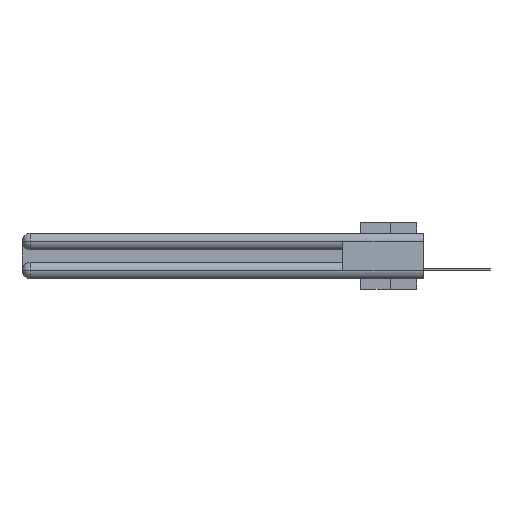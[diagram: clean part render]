
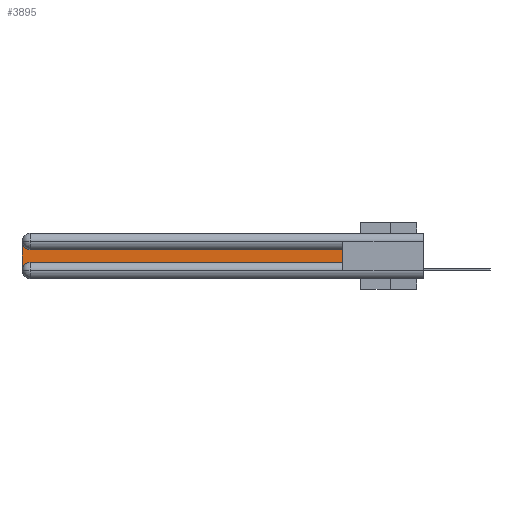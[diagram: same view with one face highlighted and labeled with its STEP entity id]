
A CAD part, left-side view. The second image highlights one B-rep face of the part: STEP entity #3895.
In plain terms, the highlighted planar face has unit normal (-1, 0, 0).
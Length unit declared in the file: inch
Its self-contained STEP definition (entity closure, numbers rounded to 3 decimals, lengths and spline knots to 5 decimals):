
#1077 = VERTEX_POINT ( 'NONE', #4374 ) ;
#2154 = DIRECTION ( 'NONE',  ( 0., 0., -1. ) ) ;
#2856 = VERTEX_POINT ( 'NONE', #4643 ) ;
#2883 = VECTOR ( 'NONE', #20300, 39.37008 ) ;
#3416 = VECTOR ( 'NONE', #26260, 39.37008 ) ;
#3895 = ADVANCED_FACE ( 'NONE', ( #37714 ), #15275, .F. ) ;
#4374 = CARTESIAN_POINT ( 'NONE',  ( 0.075, 2.94, -0.2175 ) ) ;
#4643 = CARTESIAN_POINT ( 'NONE',  ( 0.075, 0.6, -0.1225 ) ) ;
#5048 = DIRECTION ( 'NONE',  ( 0., 0., -1. ) ) ;
#5238 = AXIS2_PLACEMENT_3D ( 'NONE', #27240, #36460, #5048 ) ;
#6984 = CARTESIAN_POINT ( 'NONE',  ( 0.075, 0.6, -0.2175 ) ) ;
#7875 = DIRECTION ( 'NONE',  ( 0., -1., 0. ) ) ;
#9342 = ORIENTED_EDGE ( 'NONE', *, *, #12253, .T. ) ;
#10006 = VERTEX_POINT ( 'NONE', #20556 ) ;
#11174 = ORIENTED_EDGE ( 'NONE', *, *, #17310, .T. ) ;
#11345 = ORIENTED_EDGE ( 'NONE', *, *, #34454, .T. ) ;
#11437 = AXIS2_PLACEMENT_3D ( 'NONE', #14025, #39093, #2154 ) ;
#11520 = LINE ( 'NONE', #30630, #24612 ) ;
#11628 = LINE ( 'NONE', #13386, #3416 ) ;
#12253 = EDGE_CURVE ( 'NONE', #1077, #29112, #23955, .T. ) ;
#13386 = CARTESIAN_POINT ( 'NONE',  ( 0.075, 0.6, -0.2175 ) ) ;
#14025 = CARTESIAN_POINT ( 'NONE',  ( 0.075, 2.94, -0.0625 ) ) ;
#15275 = PLANE ( 'NONE',  #33332 ) ;
#15715 = EDGE_CURVE ( 'NONE', #10006, #39653, #11520, .T. ) ;
#17310 = EDGE_CURVE ( 'NONE', #39653, #1077, #35704, .T. ) ;
#17733 = CARTESIAN_POINT ( 'NONE',  ( 0.075, 3., -0.1225 ) ) ;
#19333 = ORIENTED_EDGE ( 'NONE', *, *, #36387, .T. ) ;
#20300 = DIRECTION ( 'NONE',  ( 0., 1., 0. ) ) ;
#20556 = CARTESIAN_POINT ( 'NONE',  ( 0.075, 3., -0.0625 ) ) ;
#20598 = CARTESIAN_POINT ( 'NONE',  ( 0.075, 0.6, -0.2175 ) ) ;
#20846 = DIRECTION ( 'NONE',  ( 1., 0., 0. ) ) ;
#21457 = CARTESIAN_POINT ( 'NONE',  ( 0.075, 2.94, -0.1225 ) ) ;
#21846 = CARTESIAN_POINT ( 'NONE',  ( 0.075, 3., -0.2775 ) ) ;
#23955 = LINE ( 'NONE', #20598, #38487 ) ;
#24237 = DIRECTION ( 'NONE',  ( 0., 0., -1. ) ) ;
#24612 = VECTOR ( 'NONE', #39920, 39.37008 ) ;
#25628 = LINE ( 'NONE', #39001, #2883 ) ;
#26260 = DIRECTION ( 'NONE',  ( 0., 0., 1. ) ) ;
#26805 = EDGE_LOOP ( 'NONE', ( #19333, #35312, #39194, #11174, #9342, #11345 ) ) ;
#27240 = CARTESIAN_POINT ( 'NONE',  ( 0.075, 2.94, -0.2775 ) ) ;
#28692 = CIRCLE ( 'NONE', #11437, 0.06 ) ;
#29005 = VERTEX_POINT ( 'NONE', #21457 ) ;
#29112 = VERTEX_POINT ( 'NONE', #6984 ) ;
#30630 = CARTESIAN_POINT ( 'NONE',  ( 0.075, 3., -0.2175 ) ) ;
#33332 = AXIS2_PLACEMENT_3D ( 'NONE', #17733, #20846, #24237 ) ;
#34454 = EDGE_CURVE ( 'NONE', #29112, #2856, #11628, .T. ) ;
#35057 = EDGE_CURVE ( 'NONE', #29005, #10006, #28692, .T. ) ;
#35312 = ORIENTED_EDGE ( 'NONE', *, *, #35057, .T. ) ;
#35704 = CIRCLE ( 'NONE', #5238, 0.06 ) ;
#36387 = EDGE_CURVE ( 'NONE', #2856, #29005, #25628, .T. ) ;
#36460 = DIRECTION ( 'NONE',  ( 1., 0., 0. ) ) ;
#37714 = FACE_OUTER_BOUND ( 'NONE', #26805, .T. ) ;
#38487 = VECTOR ( 'NONE', #7875, 39.37008 ) ;
#39001 = CARTESIAN_POINT ( 'NONE',  ( 0.075, 0.6, -0.1225 ) ) ;
#39093 = DIRECTION ( 'NONE',  ( 1., 0., 0. ) ) ;
#39194 = ORIENTED_EDGE ( 'NONE', *, *, #15715, .T. ) ;
#39653 = VERTEX_POINT ( 'NONE', #21846 ) ;
#39920 = DIRECTION ( 'NONE',  ( 0., 0., -1. ) ) ;
